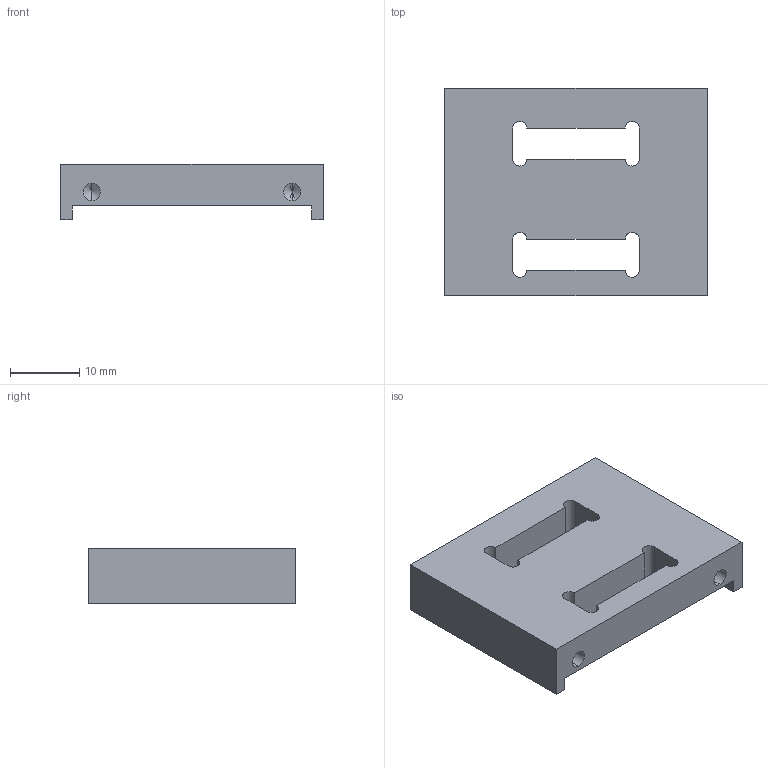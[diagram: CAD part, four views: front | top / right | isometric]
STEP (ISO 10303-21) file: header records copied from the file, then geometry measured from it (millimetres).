
FILE_DESCRIPTION (( 'STEP AP203' ), '1' );
FILE_NAME ('17_Solenoid Holder Front.STEP', '2024-01-31T08:40:45', ( '' ), ( '' ), 'SwSTEP 2.0', 'SolidWorks 2023', '' );
FILE_SCHEMA (( 'CONFIG_CONTROL_DESIGN' ));
Length unit declared in the file: millimetre
Products named in the file (1): 17_Solenoid Holder Front
Bounding box: 38 x 30 x 8 mm (x, y, z)
Volume: 5861.5 mm3; surface area: 3772.7 mm2
Topology: 1 solids, 1 shells, 42 faces, 112 edges, 68 vertices
Faces by surface type: plane 18, cylinder 16, cone 8
Entity records: 1333 total; most frequent: DIRECTION 222, CARTESIAN_POINT 215, ORIENTED_EDGE 208, EDGE_CURVE 104, AXIS2_PLACEMENT_3D 75, VECTOR 72, LINE 72, VERTEX_POINT 68
